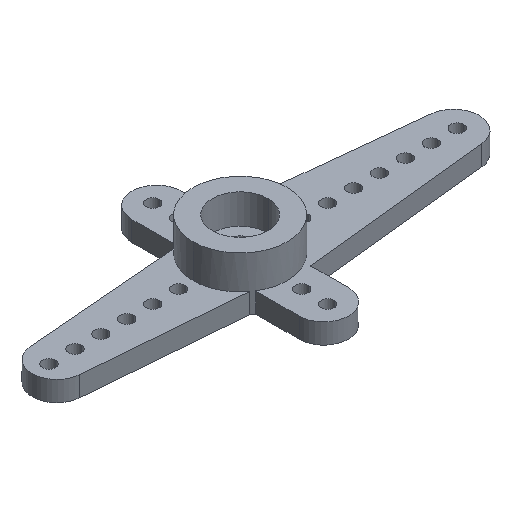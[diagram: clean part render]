
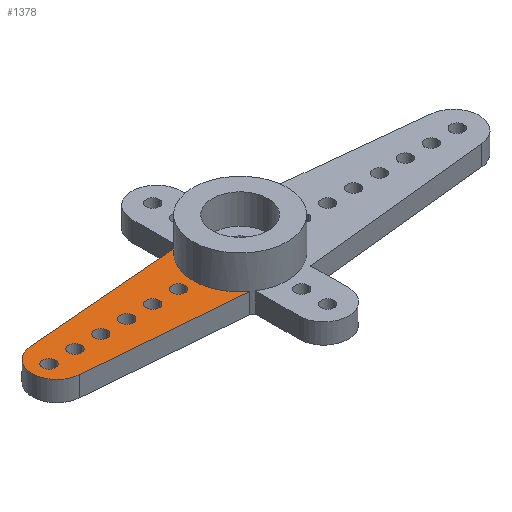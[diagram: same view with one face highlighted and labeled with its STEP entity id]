
A CAD part, isometric view. The second image highlights one B-rep face of the part: STEP entity #1378.
In plain terms, the highlighted planar face has unit normal (0, 0, 1).
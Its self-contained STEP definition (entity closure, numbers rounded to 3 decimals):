
#325=CARTESIAN_POINT('',(0.,0.,1.55));
#326=DIRECTION('',(0.,0.,1.));
#327=DIRECTION('',(-1.,0.,0.));
#328=AXIS2_PLACEMENT_3D('',#325,#326,#327);
#330=DIRECTION('',(-0.997,0.083,0.));
#331=VECTOR('',#330,12.166);
#332=CARTESIAN_POINT('',(-2.183,-2.9,1.55));
#333=LINE('',#332,#331);
#334=CARTESIAN_POINT('',(-14.15,0.,1.55));
#335=DIRECTION('',(0.,0.,-1.));
#336=DIRECTION('',(-0.083,-0.997,0.));
#337=AXIS2_PLACEMENT_3D('',#334,#335,#336);
#339=CARTESIAN_POINT('',(-14.15,0.,1.55));
#340=DIRECTION('',(0.,0.,-1.));
#341=DIRECTION('',(-1.,0.,0.));
#342=AXIS2_PLACEMENT_3D('',#339,#340,#341);
#344=DIRECTION('',(0.997,0.083,0.));
#345=VECTOR('',#344,12.166);
#346=CARTESIAN_POINT('',(-14.307,1.893,1.55));
#347=LINE('',#346,#345);
#348=CARTESIAN_POINT('',(0.,0.,1.55));
#349=DIRECTION('',(0.,0.,1.));
#350=DIRECTION('',(-0.601,0.799,0.));
#351=AXIS2_PLACEMENT_3D('',#348,#349,#350);
#353=CARTESIAN_POINT('',(-10.75,0.,1.55));
#354=DIRECTION('',(0.,0.,1.));
#355=DIRECTION('',(-1.,0.,0.));
#356=AXIS2_PLACEMENT_3D('',#353,#354,#355);
#358=CARTESIAN_POINT('',(-10.75,0.,1.55));
#359=DIRECTION('',(0.,0.,1.));
#360=DIRECTION('',(1.,0.,0.));
#361=AXIS2_PLACEMENT_3D('',#358,#359,#360);
#363=CARTESIAN_POINT('',(-6.75,0.,1.55));
#364=DIRECTION('',(0.,0.,1.));
#365=DIRECTION('',(-1.,0.,0.));
#366=AXIS2_PLACEMENT_3D('',#363,#364,#365);
#368=CARTESIAN_POINT('',(-6.75,0.,1.55));
#369=DIRECTION('',(0.,0.,1.));
#370=DIRECTION('',(1.,0.,0.));
#371=AXIS2_PLACEMENT_3D('',#368,#369,#370);
#373=CARTESIAN_POINT('',(-14.75,0.,1.55));
#374=DIRECTION('',(0.,0.,1.));
#375=DIRECTION('',(-1.,0.,0.));
#376=AXIS2_PLACEMENT_3D('',#373,#374,#375);
#378=CARTESIAN_POINT('',(-14.75,0.,1.55));
#379=DIRECTION('',(0.,0.,1.));
#380=DIRECTION('',(1.,0.,0.));
#381=AXIS2_PLACEMENT_3D('',#378,#379,#380);
#383=CARTESIAN_POINT('',(-12.75,0.,1.55));
#384=DIRECTION('',(0.,0.,1.));
#385=DIRECTION('',(-1.,0.,0.));
#386=AXIS2_PLACEMENT_3D('',#383,#384,#385);
#388=CARTESIAN_POINT('',(-12.75,0.,1.55));
#389=DIRECTION('',(0.,0.,1.));
#390=DIRECTION('',(1.,0.,0.));
#391=AXIS2_PLACEMENT_3D('',#388,#389,#390);
#393=CARTESIAN_POINT('',(-4.75,0.,1.55));
#394=DIRECTION('',(0.,0.,1.));
#395=DIRECTION('',(-1.,0.,0.));
#396=AXIS2_PLACEMENT_3D('',#393,#394,#395);
#398=CARTESIAN_POINT('',(-4.75,0.,1.55));
#399=DIRECTION('',(0.,0.,1.));
#400=DIRECTION('',(1.,0.,0.));
#401=AXIS2_PLACEMENT_3D('',#398,#399,#400);
#403=CARTESIAN_POINT('',(-8.75,0.,1.55));
#404=DIRECTION('',(0.,0.,1.));
#405=DIRECTION('',(-1.,0.,0.));
#406=AXIS2_PLACEMENT_3D('',#403,#404,#405);
#408=CARTESIAN_POINT('',(-8.75,0.,1.55));
#409=DIRECTION('',(0.,0.,1.));
#410=DIRECTION('',(1.,0.,0.));
#411=AXIS2_PLACEMENT_3D('',#408,#409,#410);
#919=CARTESIAN_POINT('',(-3.63,0.,1.55));
#920=CARTESIAN_POINT('',(-2.183,-2.9,1.55));
#921=VERTEX_POINT('',#919);
#922=VERTEX_POINT('',#920);
#929=CARTESIAN_POINT('',(-14.307,-1.893,1.55));
#930=VERTEX_POINT('',#929);
#931=CARTESIAN_POINT('',(-16.05,0.,1.55));
#932=VERTEX_POINT('',#931);
#933=CARTESIAN_POINT('',(-14.307,1.893,1.55));
#934=VERTEX_POINT('',#933);
#935=CARTESIAN_POINT('',(-2.183,2.9,1.55));
#936=VERTEX_POINT('',#935);
#937=CARTESIAN_POINT('',(-11.25,0.,1.55));
#938=CARTESIAN_POINT('',(-10.25,0.,1.55));
#939=VERTEX_POINT('',#937);
#940=VERTEX_POINT('',#938);
#941=CARTESIAN_POINT('',(-7.25,0.,1.55));
#942=CARTESIAN_POINT('',(-6.25,0.,1.55));
#943=VERTEX_POINT('',#941);
#944=VERTEX_POINT('',#942);
#945=CARTESIAN_POINT('',(-15.25,0.,1.55));
#946=CARTESIAN_POINT('',(-14.25,0.,1.55));
#947=VERTEX_POINT('',#945);
#948=VERTEX_POINT('',#946);
#949=CARTESIAN_POINT('',(-13.25,0.,1.55));
#950=CARTESIAN_POINT('',(-12.25,0.,1.55));
#951=VERTEX_POINT('',#949);
#952=VERTEX_POINT('',#950);
#953=CARTESIAN_POINT('',(-5.25,0.,1.55));
#954=CARTESIAN_POINT('',(-4.25,0.,1.55));
#955=VERTEX_POINT('',#953);
#956=VERTEX_POINT('',#954);
#957=CARTESIAN_POINT('',(-9.25,0.,1.55));
#958=CARTESIAN_POINT('',(-8.25,0.,1.55));
#959=VERTEX_POINT('',#957);
#960=VERTEX_POINT('',#958);
#1324=CARTESIAN_POINT('',(-14.15,0.,1.55));
#1325=DIRECTION('',(0.,0.,1.));
#1326=DIRECTION('',(1.,0.,0.));
#1327=AXIS2_PLACEMENT_3D('',#1324,#1325,#1326);
#1328=PLANE('',#1327);
#1329=ORIENTED_EDGE('',*,*,#1307,.T.);
#1331=ORIENTED_EDGE('',*,*,#1330,.T.);
#1333=ORIENTED_EDGE('',*,*,#1332,.T.);
#1335=ORIENTED_EDGE('',*,*,#1334,.T.);
#1337=ORIENTED_EDGE('',*,*,#1336,.T.);
#1339=ORIENTED_EDGE('',*,*,#1338,.T.);
#1340=EDGE_LOOP('',(#1329,#1331,#1333,#1335,#1337,#1339));
#1341=FACE_OUTER_BOUND('',#1340,.F.);
#1343=ORIENTED_EDGE('',*,*,#1342,.T.);
#1345=ORIENTED_EDGE('',*,*,#1344,.T.);
#1346=EDGE_LOOP('',(#1343,#1345));
#1347=FACE_BOUND('',#1346,.F.);
#1349=ORIENTED_EDGE('',*,*,#1348,.T.);
#1351=ORIENTED_EDGE('',*,*,#1350,.T.);
#1352=EDGE_LOOP('',(#1349,#1351));
#1353=FACE_BOUND('',#1352,.F.);
#1355=ORIENTED_EDGE('',*,*,#1354,.T.);
#1357=ORIENTED_EDGE('',*,*,#1356,.T.);
#1358=EDGE_LOOP('',(#1355,#1357));
#1359=FACE_BOUND('',#1358,.F.);
#1361=ORIENTED_EDGE('',*,*,#1360,.T.);
#1363=ORIENTED_EDGE('',*,*,#1362,.T.);
#1364=EDGE_LOOP('',(#1361,#1363));
#1365=FACE_BOUND('',#1364,.F.);
#1367=ORIENTED_EDGE('',*,*,#1366,.T.);
#1369=ORIENTED_EDGE('',*,*,#1368,.T.);
#1370=EDGE_LOOP('',(#1367,#1369));
#1371=FACE_BOUND('',#1370,.F.);
#1373=ORIENTED_EDGE('',*,*,#1372,.T.);
#1375=ORIENTED_EDGE('',*,*,#1374,.T.);
#1376=EDGE_LOOP('',(#1373,#1375));
#1377=FACE_BOUND('',#1376,.F.);
#1378=ADVANCED_FACE('',(#1341,#1347,#1353,#1359,#1365,#1371,#1377),#1328,.T.);
#329=CIRCLE('',#328,3.63);
#338=CIRCLE('',#337,1.9);
#343=CIRCLE('',#342,1.9);
#352=CIRCLE('',#351,3.63);
#357=CIRCLE('',#356,0.5);
#362=CIRCLE('',#361,0.5);
#367=CIRCLE('',#366,0.5);
#372=CIRCLE('',#371,0.5);
#377=CIRCLE('',#376,0.5);
#382=CIRCLE('',#381,0.5);
#387=CIRCLE('',#386,0.5);
#392=CIRCLE('',#391,0.5);
#397=CIRCLE('',#396,0.5);
#402=CIRCLE('',#401,0.5);
#407=CIRCLE('',#406,0.5);
#412=CIRCLE('',#411,0.5);
#1307=EDGE_CURVE('',#921,#922,#329,.T.);
#1330=EDGE_CURVE('',#922,#930,#333,.T.);
#1332=EDGE_CURVE('',#930,#932,#338,.T.);
#1334=EDGE_CURVE('',#932,#934,#343,.T.);
#1336=EDGE_CURVE('',#934,#936,#347,.T.);
#1338=EDGE_CURVE('',#936,#921,#352,.T.);
#1342=EDGE_CURVE('',#939,#940,#357,.T.);
#1344=EDGE_CURVE('',#940,#939,#362,.T.);
#1348=EDGE_CURVE('',#943,#944,#367,.T.);
#1350=EDGE_CURVE('',#944,#943,#372,.T.);
#1354=EDGE_CURVE('',#947,#948,#377,.T.);
#1356=EDGE_CURVE('',#948,#947,#382,.T.);
#1360=EDGE_CURVE('',#951,#952,#387,.T.);
#1362=EDGE_CURVE('',#952,#951,#392,.T.);
#1366=EDGE_CURVE('',#955,#956,#397,.T.);
#1368=EDGE_CURVE('',#956,#955,#402,.T.);
#1372=EDGE_CURVE('',#959,#960,#407,.T.);
#1374=EDGE_CURVE('',#960,#959,#412,.T.);
